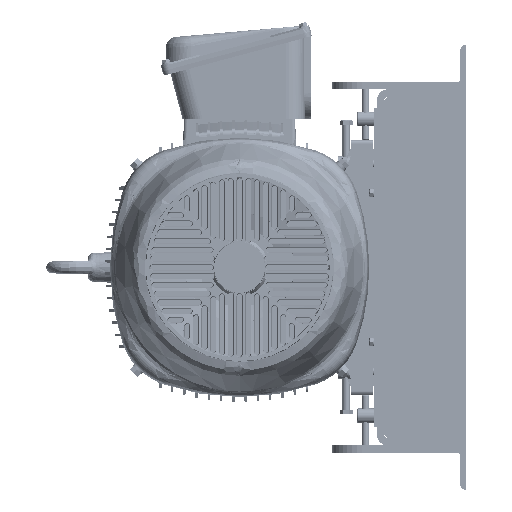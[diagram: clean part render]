
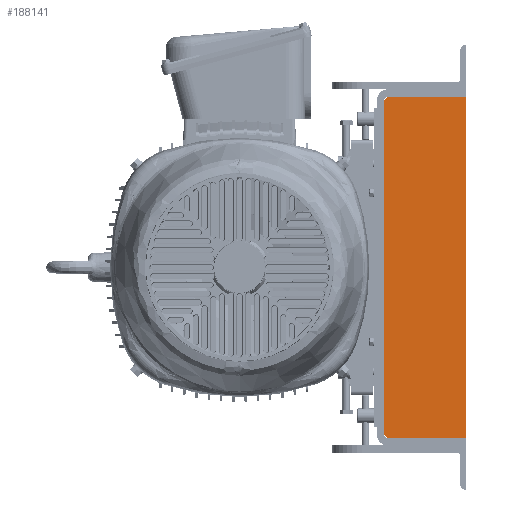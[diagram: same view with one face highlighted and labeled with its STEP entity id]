
A CAD part, left-side view. The second image highlights one B-rep face of the part: STEP entity #188141.
In plain terms, the highlighted planar face has unit normal (-1, 0, 0).
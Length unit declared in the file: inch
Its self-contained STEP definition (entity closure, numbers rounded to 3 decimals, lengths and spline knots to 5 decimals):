
#777 = LINE ( 'NONE', #75223, #102031 ) ;
#4468 = CARTESIAN_POINT ( 'NONE',  ( 0., 0., -0.5 ) ) ;
#7855 = VERTEX_POINT ( 'NONE', #141836 ) ;
#29443 = CARTESIAN_POINT ( 'NONE',  ( 0., 5.25, -0.5 ) ) ;
#47886 = CARTESIAN_POINT ( 'NONE',  ( 0., 5.5, -0.75 ) ) ;
#50528 = DIRECTION ( 'NONE',  ( 0., 1., 0. ) ) ;
#64382 = DIRECTION ( 'NONE',  ( 0., -0.707, 0.707 ) ) ;
#65889 = CARTESIAN_POINT ( 'NONE',  ( 0., 0., -23.5 ) ) ;
#68654 = ORIENTED_EDGE ( 'NONE', *, *, #102891, .F. ) ;
#72604 = VERTEX_POINT ( 'NONE', #76603 ) ;
#75223 = CARTESIAN_POINT ( 'NONE',  ( 0., 0., -0.5 ) ) ;
#76603 = CARTESIAN_POINT ( 'NONE',  ( 0., 5.25, -23.5 ) ) ;
#102031 = VECTOR ( 'NONE', #295750, 39.37008 ) ;
#102891 = EDGE_CURVE ( 'NONE', #212288, #393147, #323937, .T. ) ;
#104238 = EDGE_CURVE ( 'NONE', #393147, #72604, #106302, .T. ) ;
#106302 = LINE ( 'NONE', #380360, #298916 ) ;
#112291 = CARTESIAN_POINT ( 'NONE',  ( 0., 0., -23.5 ) ) ;
#113777 = ORIENTED_EDGE ( 'NONE', *, *, #395963, .F. ) ;
#114928 = DIRECTION ( 'NONE',  ( 0., 0., -1. ) ) ;
#116170 = EDGE_CURVE ( 'NONE', #7855, #341885, #375912, .T. ) ;
#119607 = LINE ( 'NONE', #159520, #336324 ) ;
#141836 = CARTESIAN_POINT ( 'NONE',  ( 0., 5.5, -0.75 ) ) ;
#144480 = LINE ( 'NONE', #47886, #380643 ) ;
#159520 = CARTESIAN_POINT ( 'NONE',  ( 0., 5.5, -23.25 ) ) ;
#179074 = ORIENTED_EDGE ( 'NONE', *, *, #345166, .F. ) ;
#182493 = CARTESIAN_POINT ( 'NONE',  ( 0., 0., 2.25977 ) ) ;
#187891 = EDGE_CURVE ( 'NONE', #341885, #212288, #777, .T. ) ;
#188141 = ADVANCED_FACE ( 'NONE', ( #327742 ), #369597, .T. ) ;
#195015 = EDGE_LOOP ( 'NONE', ( #68654, #282868, #209119, #113777, #179074, #306003 ) ) ;
#209119 = ORIENTED_EDGE ( 'NONE', *, *, #116170, .F. ) ;
#212288 = VERTEX_POINT ( 'NONE', #4468 ) ;
#226260 = VECTOR ( 'NONE', #64382, 39.37008 ) ;
#246968 = DIRECTION ( 'NONE',  ( 0., 0., 1. ) ) ;
#256298 = AXIS2_PLACEMENT_3D ( 'NONE', #182493, #275308, #246968 ) ;
#275308 = DIRECTION ( 'NONE',  ( -1., 0., 0. ) ) ;
#282868 = ORIENTED_EDGE ( 'NONE', *, *, #187891, .F. ) ;
#294113 = DIRECTION ( 'NONE',  ( 0., 0., 1. ) ) ;
#295750 = DIRECTION ( 'NONE',  ( 0., -1., 0. ) ) ;
#298916 = VECTOR ( 'NONE', #50528, 39.37008 ) ;
#306003 = ORIENTED_EDGE ( 'NONE', *, *, #104238, .F. ) ;
#308074 = CARTESIAN_POINT ( 'NONE',  ( 0., 5.25, -0.5 ) ) ;
#323163 = DIRECTION ( 'NONE',  ( 0., 0.707, 0.707 ) ) ;
#323937 = LINE ( 'NONE', #112291, #343362 ) ;
#327742 = FACE_OUTER_BOUND ( 'NONE', #195015, .T. ) ;
#330547 = VERTEX_POINT ( 'NONE', #354588 ) ;
#336324 = VECTOR ( 'NONE', #323163, 39.37008 ) ;
#341885 = VERTEX_POINT ( 'NONE', #308074 ) ;
#343362 = VECTOR ( 'NONE', #114928, 39.37008 ) ;
#345166 = EDGE_CURVE ( 'NONE', #72604, #330547, #119607, .T. ) ;
#354588 = CARTESIAN_POINT ( 'NONE',  ( 0., 5.5, -23.25 ) ) ;
#369597 = PLANE ( 'NONE',  #256298 ) ;
#375912 = LINE ( 'NONE', #29443, #226260 ) ;
#380360 = CARTESIAN_POINT ( 'NONE',  ( 0., 5.25, -23.5 ) ) ;
#380643 = VECTOR ( 'NONE', #294113, 39.37008 ) ;
#393147 = VERTEX_POINT ( 'NONE', #65889 ) ;
#395963 = EDGE_CURVE ( 'NONE', #330547, #7855, #144480, .T. ) ;
